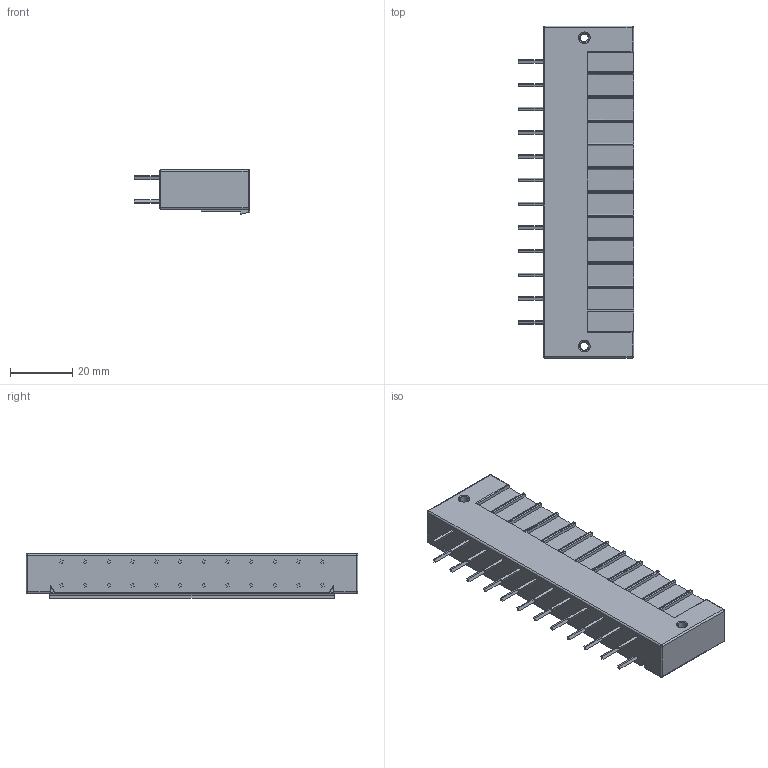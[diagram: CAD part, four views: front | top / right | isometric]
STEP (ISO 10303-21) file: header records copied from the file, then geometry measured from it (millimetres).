
FILE_DESCRIPTION((''),'2;1');
FILE_NAME('TLPHW-516-','2024-09-11T15:05:10',('sheji'),(''),'CREO PARAMETRIC BY PTC INC, 2018100','CREO PARAMETRIC BY PTC INC, 2018100','');
FILE_SCHEMA(('CONFIG_CONTROL_DESIGN'));
Length unit declared in the file: millimetre
Products named in the file (1): TLPHW-516-
Bounding box: 37 x 106.68 x 14.29 mm (x, y, z)
Volume: 26630.1 mm3; surface area: 19184.5 mm2
Topology: 1 solids, 1 shells, 970 faces, 2620 edges, 1708 vertices
Faces by surface type: plane 721, cylinder 219, cone 20, sphere 8, torus 2
Entity records: 30218 total; most frequent: CARTESIAN_POINT 5480, ORIENTED_EDGE 5240, DIRECTION 4952, EDGE_CURVE 2620, VECTOR 2152, LINE 2152, VERTEX_POINT 1708, AXIS2_PLACEMENT_3D 1400
